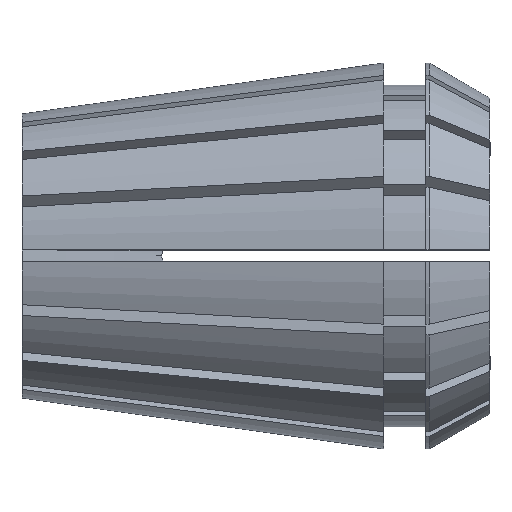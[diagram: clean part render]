
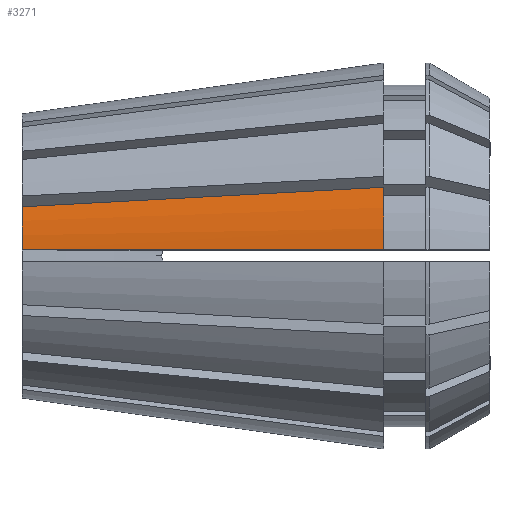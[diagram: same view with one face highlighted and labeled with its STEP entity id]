
A CAD part, top view. The second image highlights one B-rep face of the part: STEP entity #3271.
In plain terms, the highlighted conical face has half-angle 8 degrees and reference radius 16.5 mm.
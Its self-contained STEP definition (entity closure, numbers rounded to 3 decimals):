
#192 = CARTESIAN_POINT ( 'NONE',  ( 1.312, 0.5, 12.332 ) ) ;
#369 = EDGE_LOOP ( 'NONE', ( #2608, #4967, #4911, #5376 ) ) ;
#440 = DIRECTION ( 'NONE',  ( -1., 0., 0. ) ) ;
#446 = EDGE_CURVE ( 'NONE', #984, #5791, #4709, .T. ) ;
#756 = VERTEX_POINT ( 'NONE', #1816 ) ;
#984 = VERTEX_POINT ( 'NONE', #3852 ) ;
#1075 = CARTESIAN_POINT ( 'NONE',  ( 30.9, 5.85, 15.429 ) ) ;
#1088 = CARTESIAN_POINT ( 'NONE',  ( 3.935, 0.5, 12.701 ) ) ;
#1097 = CARTESIAN_POINT ( 'NONE',  ( 27.645, 5.674, 15.006 ) ) ;
#1113 = CARTESIAN_POINT ( 'NONE',  ( 7.045, 4.566, 12.33 ) ) ;
#1349 = DIRECTION ( 'NONE',  ( 0., 0., 1. ) ) ;
#1551 = CARTESIAN_POINT ( 'NONE',  ( 21.136, 5.324, 14.16 ) ) ;
#1689 = CARTESIAN_POINT ( 'NONE',  ( 0., 0., 0. ) ) ;
#1701 = B_SPLINE_CURVE_WITH_KNOTS ( 'NONE', 3,
 ( #2448, #1113, #4252, #1551, #2473, #1097, #1075 ),
 .UNSPECIFIED., .F., .F.,
 ( 4, 3, 4 ),
 ( 0., 0.021, 0.031 ),
 .UNSPECIFIED. ) ;
#1759 = DIRECTION ( 'NONE',  ( 0., 0., 1. ) ) ;
#1816 = CARTESIAN_POINT ( 'NONE',  ( 0., 4.187, 11.414 ) ) ;
#1979 = CARTESIAN_POINT ( 'NONE',  ( 27.655, 0.5, 16.037 ) ) ;
#2036 = CARTESIAN_POINT ( 'NONE',  ( 11.301, 0.5, 13.737 ) ) ;
#2121 = CONICAL_SURFACE ( 'NONE', #5415, 16.5, 0.14 ) ;
#2139 = DIRECTION ( 'NONE',  ( 0., 0., -1. ) ) ;
#2310 = CIRCLE ( 'NONE', #5226, 12.158 ) ;
#2362 = EDGE_CURVE ( 'NONE', #984, #3086, #3664, .T. ) ;
#2448 = CARTESIAN_POINT ( 'NONE',  ( 0., 4.187, 11.414 ) ) ;
#2473 = CARTESIAN_POINT ( 'NONE',  ( 24.391, 5.499, 14.583 ) ) ;
#2548 = FACE_OUTER_BOUND ( 'NONE', #369, .T. ) ;
#2608 = ORIENTED_EDGE ( 'NONE', *, *, #4351, .F. ) ;
#2906 = CARTESIAN_POINT ( 'NONE',  ( 29.278, 0.5, 16.265 ) ) ;
#3042 = CARTESIAN_POINT ( 'NONE',  ( 0., 0.5, 12.147 ) ) ;
#3086 = VERTEX_POINT ( 'NONE', #3416 ) ;
#3271 = ADVANCED_FACE ( 'NONE', ( #2548 ), #2121, .T. ) ;
#3416 = CARTESIAN_POINT ( 'NONE',  ( 30.9, 5.85, 15.429 ) ) ;
#3548 = CARTESIAN_POINT ( 'NONE',  ( 30.9, 0., 0. ) ) ;
#3594 = DIRECTION ( 'NONE',  ( -1., 0., 0. ) ) ;
#3664 = CIRCLE ( 'NONE', #5553, 16.5 ) ;
#3798 = CARTESIAN_POINT ( 'NONE',  ( 26.033, 0.5, 15.808 ) ) ;
#3852 = CARTESIAN_POINT ( 'NONE',  ( 30.9, 0.5, 16.493 ) ) ;
#4252 = CARTESIAN_POINT ( 'NONE',  ( 14.091, 4.945, 13.245 ) ) ;
#4282 = CARTESIAN_POINT ( 'NONE',  ( 18.667, 0.5, 14.773 ) ) ;
#4351 = EDGE_CURVE ( 'NONE', #756, #3086, #1701, .T. ) ;
#4446 = CARTESIAN_POINT ( 'NONE',  ( 30.9, 0., 0. ) ) ;
#4709 = B_SPLINE_CURVE_WITH_KNOTS ( 'NONE', 3,
 ( #5611, #2906, #1979, #3798, #4282, #2036, #1088, #5125, #192, #5574 ),
 .UNSPECIFIED., .F., .F.,
 ( 4, 3, 3, 4 ),
 ( 0.062, 0.067, 0.09, 0.094 ),
 .UNSPECIFIED. ) ;
#4839 = DIRECTION ( 'NONE',  ( 1., 0., 0. ) ) ;
#4911 = ORIENTED_EDGE ( 'NONE', *, *, #446, .F. ) ;
#4967 = ORIENTED_EDGE ( 'NONE', *, *, #5280, .F. ) ;
#5125 = CARTESIAN_POINT ( 'NONE',  ( 2.623, 0.5, 12.516 ) ) ;
#5226 = AXIS2_PLACEMENT_3D ( 'NONE', #1689, #3594, #1349 ) ;
#5280 = EDGE_CURVE ( 'NONE', #5791, #756, #2310, .T. ) ;
#5376 = ORIENTED_EDGE ( 'NONE', *, *, #2362, .T. ) ;
#5415 = AXIS2_PLACEMENT_3D ( 'NONE', #4446, #4839, #2139 ) ;
#5553 = AXIS2_PLACEMENT_3D ( 'NONE', #3548, #440, #1759 ) ;
#5574 = CARTESIAN_POINT ( 'NONE',  ( 0., 0.5, 12.147 ) ) ;
#5611 = CARTESIAN_POINT ( 'NONE',  ( 30.9, 0.5, 16.493 ) ) ;
#5791 = VERTEX_POINT ( 'NONE', #3042 ) ;
